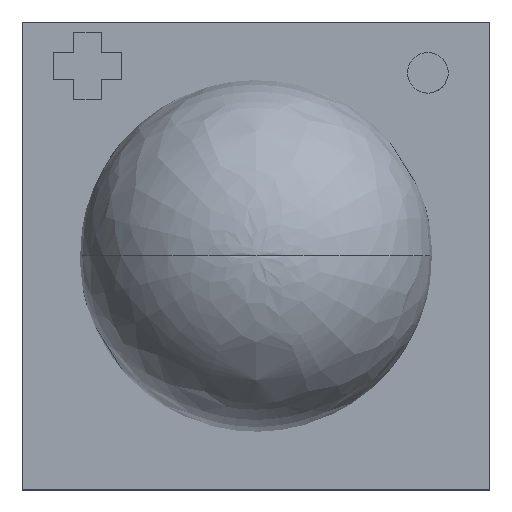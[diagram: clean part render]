
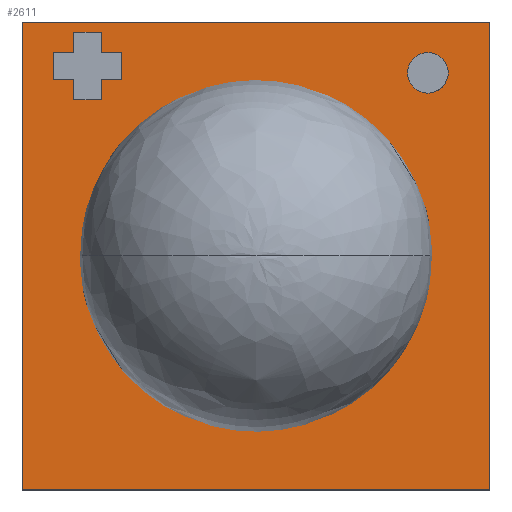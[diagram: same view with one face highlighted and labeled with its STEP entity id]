
A CAD part, top view. The second image highlights one B-rep face of the part: STEP entity #2611.
In plain terms, the highlighted planar face has unit normal (0, 0, 1).
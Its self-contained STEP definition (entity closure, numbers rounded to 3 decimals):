
#4 = ORIENTED_EDGE ( 'NONE', *, *, #145, .T. ) ;
#20 = VERTEX_POINT ( 'NONE', #3299 ) ;
#75 = ORIENTED_EDGE ( 'NONE', *, *, #1093, .T. ) ;
#98 = EDGE_CURVE ( 'NONE', #1757, #20, #1398, .T. ) ;
#113 = CARTESIAN_POINT ( 'NONE',  ( -669.422, 2007.39, 1528.249 ) ) ;
#118 = VECTOR ( 'NONE', #2298, 1000. ) ;
#132 = CARTESIAN_POINT ( 'NONE',  ( -672.265, 2007.765, 1528.249 ) ) ;
#145 = EDGE_CURVE ( 'NONE', #953, #2956, #2082, .T. ) ;
#156 = DIRECTION ( 'NONE',  ( 0., -1., 0. ) ) ;
#157 = CARTESIAN_POINT ( 'NONE',  ( -671.682, 2004.315, 1528.249 ) ) ;
#182 = CARTESIAN_POINT ( 'NONE',  ( -671.682, 2004.315, 1528.249 ) ) ;
#222 = DIRECTION ( 'NONE',  ( 0., 1., 0. ) ) ;
#277 = CARTESIAN_POINT ( 'NONE',  ( -671.532, 2007.54, 1528.249 ) ) ;
#298 = LINE ( 'NONE', #611, #3322 ) ;
#324 = AXIS2_PLACEMENT_3D ( 'NONE', #1228, #960, #668 ) ;
#394 = FACE_BOUND ( 'NONE', #2166, .T. ) ;
#432 = DIRECTION ( 'NONE',  ( -1., 0., 0. ) ) ;
#512 = PLANE ( 'NONE',  #854 ) ;
#514 = DIRECTION ( 'NONE',  ( 0., 1., 0. ) ) ;
#587 = VERTEX_POINT ( 'NONE', #1461 ) ;
#596 = VERTEX_POINT ( 'NONE', #1754 ) ;
#611 = CARTESIAN_POINT ( 'NONE',  ( -672.265, 2007.54, 1528.249 ) ) ;
#612 = CIRCLE ( 'NONE', #324, 0.15 ) ;
#616 = VERTEX_POINT ( 'NONE', #2901 ) ;
#644 = VERTEX_POINT ( 'NONE', #1170 ) ;
#668 = DIRECTION ( 'NONE',  ( -1., 0., 0. ) ) ;
#681 = EDGE_CURVE ( 'NONE', #1694, #1443, #1765, .T. ) ;
#719 = LINE ( 'NONE', #157, #1222 ) ;
#720 = LINE ( 'NONE', #3372, #1510 ) ;
#730 = CARTESIAN_POINT ( 'NONE',  ( -671.882, 2007.34, 1528.249 ) ) ;
#745 = CARTESIAN_POINT ( 'NONE',  ( -672.265, 2004.315, 1528.249 ) ) ;
#747 = VECTOR ( 'NONE', #2221, 1000. ) ;
#752 = CARTESIAN_POINT ( 'NONE',  ( -669.272, 2007.39, 1528.249 ) ) ;
#854 = AXIS2_PLACEMENT_3D ( 'NONE', #3734, #2266, #1689 ) ;
#862 = DIRECTION ( 'NONE',  ( 1., 0., 0. ) ) ;
#886 = ORIENTED_EDGE ( 'NONE', *, *, #1389, .T. ) ;
#943 = ORIENTED_EDGE ( 'NONE', *, *, #2091, .T. ) ;
#953 = VERTEX_POINT ( 'NONE', #2481 ) ;
#960 = DIRECTION ( 'NONE',  ( 0., 0., -1. ) ) ;
#1074 = VECTOR ( 'NONE', #514, 1000. ) ;
#1093 = EDGE_CURVE ( 'NONE', #1237, #2937, #612, .T. ) ;
#1096 = CARTESIAN_POINT ( 'NONE',  ( -671.882, 2004.315, 1528.249 ) ) ;
#1109 = VERTEX_POINT ( 'NONE', #1569 ) ;
#1170 = CARTESIAN_POINT ( 'NONE',  ( -671.682, 2007.54, 1528.249 ) ) ;
#1177 = CARTESIAN_POINT ( 'NONE',  ( -672.265, 2007.34, 1528.249 ) ) ;
#1222 = VECTOR ( 'NONE', #3367, 1000. ) ;
#1228 = CARTESIAN_POINT ( 'NONE',  ( -669.272, 2007.39, 1528.249 ) ) ;
#1237 = VERTEX_POINT ( 'NONE', #3024 ) ;
#1293 = DIRECTION ( 'NONE',  ( 1., 0., 0. ) ) ;
#1300 = VECTOR ( 'NONE', #1293, 1000. ) ;
#1313 = CARTESIAN_POINT ( 'NONE',  ( -668.815, 2004.315, 1528.249 ) ) ;
#1329 = LINE ( 'NONE', #2552, #3459 ) ;
#1374 = FACE_BOUND ( 'NONE', #3547, .T. ) ;
#1389 = EDGE_CURVE ( 'NONE', #1443, #1514, #1591, .T. ) ;
#1398 = LINE ( 'NONE', #2105, #2672 ) ;
#1443 = VERTEX_POINT ( 'NONE', #2728 ) ;
#1456 = VECTOR ( 'NONE', #156, 1000. ) ;
#1461 = CARTESIAN_POINT ( 'NONE',  ( -671.882, 2007.54, 1528.249 ) ) ;
#1485 = ORIENTED_EDGE ( 'NONE', *, *, #681, .T. ) ;
#1497 = VECTOR ( 'NONE', #432, 1000. ) ;
#1510 = VECTOR ( 'NONE', #1909, 1000. ) ;
#1514 = VERTEX_POINT ( 'NONE', #3103 ) ;
#1531 = EDGE_CURVE ( 'NONE', #2664, #616, #2316, .T. ) ;
#1543 = EDGE_CURVE ( 'NONE', #1109, #1757, #3083, .T. ) ;
#1554 = ORIENTED_EDGE ( 'NONE', *, *, #98, .T. ) ;
#1569 = CARTESIAN_POINT ( 'NONE',  ( -671.882, 2007.19, 1528.249 ) ) ;
#1591 = LINE ( 'NONE', #132, #1497 ) ;
#1600 = VECTOR ( 'NONE', #3306, 1000. ) ;
#1689 = DIRECTION ( 'NONE',  ( 1., 0., 0. ) ) ;
#1694 = VERTEX_POINT ( 'NONE', #1313 ) ;
#1747 = EDGE_CURVE ( 'NONE', #2956, #644, #2466, .T. ) ;
#1754 = CARTESIAN_POINT ( 'NONE',  ( -672.032, 2007.54, 1528.249 ) ) ;
#1757 = VERTEX_POINT ( 'NONE', #730 ) ;
#1762 = DIRECTION ( 'NONE',  ( -1., 0., 0. ) ) ;
#1765 = LINE ( 'NONE', #2576, #1074 ) ;
#1774 = EDGE_CURVE ( 'NONE', #2937, #1237, #2278, .T. ) ;
#1836 = DIRECTION ( 'NONE',  ( 1., 0., 0. ) ) ;
#1861 = EDGE_CURVE ( 'NONE', #2777, #3739, #719, .T. ) ;
#1909 = DIRECTION ( 'NONE',  ( 0., -1., 0. ) ) ;
#1937 = CARTESIAN_POINT ( 'NONE',  ( -671.682, 2007.19, 1528.249 ) ) ;
#1965 = EDGE_CURVE ( 'NONE', #20, #596, #3723, .T. ) ;
#2082 = LINE ( 'NONE', #2753, #1300 ) ;
#2091 = EDGE_CURVE ( 'NONE', #644, #2664, #2921, .T. ) ;
#2102 = LINE ( 'NONE', #1096, #2151 ) ;
#2105 = CARTESIAN_POINT ( 'NONE',  ( -672.265, 2007.34, 1528.249 ) ) ;
#2117 = ORIENTED_EDGE ( 'NONE', *, *, #1531, .T. ) ;
#2151 = VECTOR ( 'NONE', #222, 1000. ) ;
#2166 = EDGE_LOOP ( 'NONE', ( #2894, #3079, #3671, #2760, #1554, #2589, #3304, #3195, #4, #3386, #943, #2117 ) ) ;
#2221 = DIRECTION ( 'NONE',  ( 0., 1., 0. ) ) ;
#2242 = VECTOR ( 'NONE', #1762, 1000. ) ;
#2253 = DIRECTION ( 'NONE',  ( 0., 0., -1. ) ) ;
#2266 = DIRECTION ( 'NONE',  ( 0., 0., 1. ) ) ;
#2278 = CIRCLE ( 'NONE', #3105, 0.15 ) ;
#2298 = DIRECTION ( 'NONE',  ( 0., 1., 0. ) ) ;
#2310 = CARTESIAN_POINT ( 'NONE',  ( -672.032, 2004.315, 1528.249 ) ) ;
#2314 = CARTESIAN_POINT ( 'NONE',  ( -671.682, 2007.34, 1528.249 ) ) ;
#2316 = LINE ( 'NONE', #3685, #1456 ) ;
#2370 = VECTOR ( 'NONE', #2511, 1000. ) ;
#2434 = CARTESIAN_POINT ( 'NONE',  ( -671.682, 2007.69, 1528.249 ) ) ;
#2442 = CARTESIAN_POINT ( 'NONE',  ( -672.265, 2004.315, 1528.249 ) ) ;
#2466 = LINE ( 'NONE', #182, #2370 ) ;
#2481 = CARTESIAN_POINT ( 'NONE',  ( -671.882, 2007.69, 1528.249 ) ) ;
#2483 = EDGE_CURVE ( 'NONE', #1514, #3706, #720, .T. ) ;
#2511 = DIRECTION ( 'NONE',  ( 0., -1., 0. ) ) ;
#2552 = CARTESIAN_POINT ( 'NONE',  ( -672.265, 2007.19, 1528.249 ) ) ;
#2576 = CARTESIAN_POINT ( 'NONE',  ( -668.815, 2004.315, 1528.249 ) ) ;
#2589 = ORIENTED_EDGE ( 'NONE', *, *, #1965, .T. ) ;
#2611 = ADVANCED_FACE ( 'NONE', ( #394, #1374, #2923 ), #512, .T. ) ;
#2638 = EDGE_CURVE ( 'NONE', #587, #953, #2102, .T. ) ;
#2654 = VECTOR ( 'NONE', #862, 1000. ) ;
#2659 = ORIENTED_EDGE ( 'NONE', *, *, #1774, .T. ) ;
#2664 = VERTEX_POINT ( 'NONE', #277 ) ;
#2672 = VECTOR ( 'NONE', #2719, 1000. ) ;
#2687 = EDGE_CURVE ( 'NONE', #616, #2777, #3636, .T. ) ;
#2719 = DIRECTION ( 'NONE',  ( -1., 0., 0. ) ) ;
#2728 = CARTESIAN_POINT ( 'NONE',  ( -668.815, 2007.765, 1528.249 ) ) ;
#2753 = CARTESIAN_POINT ( 'NONE',  ( -672.265, 2007.69, 1528.249 ) ) ;
#2760 = ORIENTED_EDGE ( 'NONE', *, *, #1543, .T. ) ;
#2777 = VERTEX_POINT ( 'NONE', #2314 ) ;
#2780 = EDGE_CURVE ( 'NONE', #596, #587, #298, .T. ) ;
#2878 = EDGE_CURVE ( 'NONE', #3706, #1694, #3589, .T. ) ;
#2894 = ORIENTED_EDGE ( 'NONE', *, *, #2687, .T. ) ;
#2901 = CARTESIAN_POINT ( 'NONE',  ( -671.532, 2007.34, 1528.249 ) ) ;
#2921 = LINE ( 'NONE', #3493, #2654 ) ;
#2923 = FACE_OUTER_BOUND ( 'NONE', #3085, .T. ) ;
#2937 = VERTEX_POINT ( 'NONE', #113 ) ;
#2943 = ORIENTED_EDGE ( 'NONE', *, *, #2483, .T. ) ;
#2956 = VERTEX_POINT ( 'NONE', #2434 ) ;
#3024 = CARTESIAN_POINT ( 'NONE',  ( -669.122, 2007.39, 1528.249 ) ) ;
#3079 = ORIENTED_EDGE ( 'NONE', *, *, #1861, .T. ) ;
#3083 = LINE ( 'NONE', #3407, #747 ) ;
#3085 = EDGE_LOOP ( 'NONE', ( #886, #2943, #3691, #1485 ) ) ;
#3098 = DIRECTION ( 'NONE',  ( -1., 0., 0. ) ) ;
#3103 = CARTESIAN_POINT ( 'NONE',  ( -672.265, 2007.765, 1528.249 ) ) ;
#3105 = AXIS2_PLACEMENT_3D ( 'NONE', #752, #2253, #3675 ) ;
#3195 = ORIENTED_EDGE ( 'NONE', *, *, #2638, .T. ) ;
#3299 = CARTESIAN_POINT ( 'NONE',  ( -672.032, 2007.34, 1528.249 ) ) ;
#3304 = ORIENTED_EDGE ( 'NONE', *, *, #2780, .T. ) ;
#3306 = DIRECTION ( 'NONE',  ( 1., 0., 0. ) ) ;
#3322 = VECTOR ( 'NONE', #1836, 1000. ) ;
#3367 = DIRECTION ( 'NONE',  ( 0., -1., 0. ) ) ;
#3372 = CARTESIAN_POINT ( 'NONE',  ( -672.265, 2004.315, 1528.249 ) ) ;
#3386 = ORIENTED_EDGE ( 'NONE', *, *, #1747, .T. ) ;
#3407 = CARTESIAN_POINT ( 'NONE',  ( -671.882, 2004.315, 1528.249 ) ) ;
#3459 = VECTOR ( 'NONE', #3098, 1000. ) ;
#3493 = CARTESIAN_POINT ( 'NONE',  ( -672.265, 2007.54, 1528.249 ) ) ;
#3547 = EDGE_LOOP ( 'NONE', ( #2659, #75 ) ) ;
#3589 = LINE ( 'NONE', #2442, #1600 ) ;
#3636 = LINE ( 'NONE', #1177, #2242 ) ;
#3671 = ORIENTED_EDGE ( 'NONE', *, *, #3697, .T. ) ;
#3675 = DIRECTION ( 'NONE',  ( -1., 0., 0. ) ) ;
#3685 = CARTESIAN_POINT ( 'NONE',  ( -671.532, 2004.315, 1528.249 ) ) ;
#3691 = ORIENTED_EDGE ( 'NONE', *, *, #2878, .T. ) ;
#3697 = EDGE_CURVE ( 'NONE', #3739, #1109, #1329, .T. ) ;
#3706 = VERTEX_POINT ( 'NONE', #745 ) ;
#3723 = LINE ( 'NONE', #2310, #118 ) ;
#3734 = CARTESIAN_POINT ( 'NONE',  ( -672.265, 2004.315, 1528.249 ) ) ;
#3739 = VERTEX_POINT ( 'NONE', #1937 ) ;
